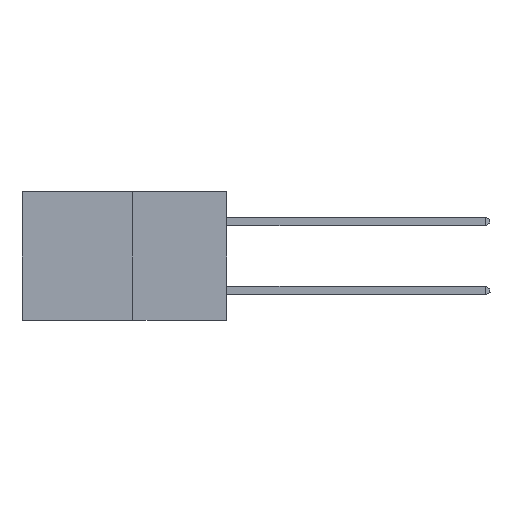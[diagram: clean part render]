
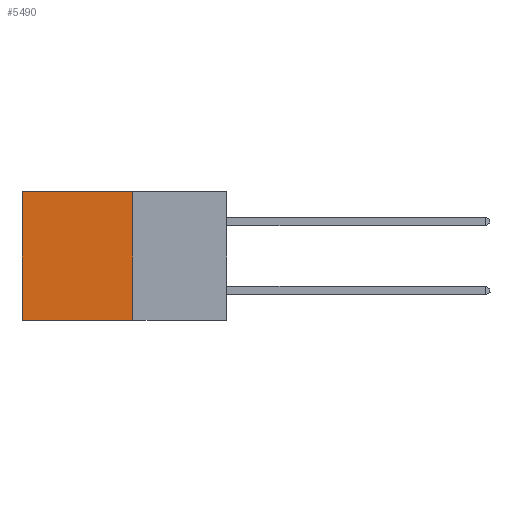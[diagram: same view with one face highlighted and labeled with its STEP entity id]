
A CAD part, left-side view. The second image highlights one B-rep face of the part: STEP entity #5490.
In plain terms, the highlighted planar face has unit normal (-1, 0, 0).
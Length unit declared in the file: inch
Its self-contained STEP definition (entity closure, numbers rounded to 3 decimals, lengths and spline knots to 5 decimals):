
#309 = EDGE_CURVE ( 'NONE', #9924, #12428, #5377, .T. ) ;
#1183 = DIRECTION ( 'NONE',  ( 1., 0., 0. ) ) ;
#2484 = CARTESIAN_POINT ( 'NONE',  ( 0.277, 0.59, 0. ) ) ;
#3803 = CARTESIAN_POINT ( 'NONE',  ( 0.277, 0.27, -0.37 ) ) ;
#4693 = LINE ( 'NONE', #5819, #15214 ) ;
#5081 = CARTESIAN_POINT ( 'NONE',  ( 0.277, 0.59, -0.37 ) ) ;
#5377 = LINE ( 'NONE', #7760, #15871 ) ;
#5490 = ADVANCED_FACE ( 'NONE', ( #18788 ), #7111, .F. ) ;
#5819 = CARTESIAN_POINT ( 'NONE',  ( 0.277, 0.27, 0. ) ) ;
#7111 = PLANE ( 'NONE',  #21681 ) ;
#7569 = LINE ( 'NONE', #24068, #23620 ) ;
#7760 = CARTESIAN_POINT ( 'NONE',  ( 0.277, 0.27, -0.37 ) ) ;
#7987 = DIRECTION ( 'NONE',  ( 0., 1., 0. ) ) ;
#8313 = ORIENTED_EDGE ( 'NONE', *, *, #12467, .T. ) ;
#8882 = ORIENTED_EDGE ( 'NONE', *, *, #15737, .F. ) ;
#9924 = VERTEX_POINT ( 'NONE', #20674 ) ;
#10122 = EDGE_LOOP ( 'NONE', ( #8313, #12185, #8882, #11316 ) ) ;
#11003 = VERTEX_POINT ( 'NONE', #21989 ) ;
#11092 = DIRECTION ( 'NONE',  ( 0., 1., 0. ) ) ;
#11316 = ORIENTED_EDGE ( 'NONE', *, *, #17107, .T. ) ;
#11406 = VERTEX_POINT ( 'NONE', #2484 ) ;
#12185 = ORIENTED_EDGE ( 'NONE', *, *, #309, .F. ) ;
#12428 = VERTEX_POINT ( 'NONE', #5081 ) ;
#12467 = EDGE_CURVE ( 'NONE', #11406, #12428, #7569, .T. ) ;
#13921 = LINE ( 'NONE', #22648, #24394 ) ;
#15214 = VECTOR ( 'NONE', #7987, 39.37008 ) ;
#15737 = EDGE_CURVE ( 'NONE', #11003, #9924, #13921, .T. ) ;
#15871 = VECTOR ( 'NONE', #11092, 39.37008 ) ;
#17107 = EDGE_CURVE ( 'NONE', #11003, #11406, #4693, .T. ) ;
#18788 = FACE_OUTER_BOUND ( 'NONE', #10122, .T. ) ;
#19817 = DIRECTION ( 'NONE',  ( 0., 0., -1. ) ) ;
#20674 = CARTESIAN_POINT ( 'NONE',  ( 0.277, 0.27, -0.37 ) ) ;
#21681 = AXIS2_PLACEMENT_3D ( 'NONE', #3803, #1183, #19817 ) ;
#21989 = CARTESIAN_POINT ( 'NONE',  ( 0.277, 0.27, 0. ) ) ;
#22648 = CARTESIAN_POINT ( 'NONE',  ( 0.277, 0.27, -0.37 ) ) ;
#23620 = VECTOR ( 'NONE', #26181, 39.37008 ) ;
#24068 = CARTESIAN_POINT ( 'NONE',  ( 0.277, 0.59, -0.37 ) ) ;
#24394 = VECTOR ( 'NONE', #24767, 39.37008 ) ;
#24767 = DIRECTION ( 'NONE',  ( 0., 0., -1. ) ) ;
#26181 = DIRECTION ( 'NONE',  ( 0., 0., -1. ) ) ;
